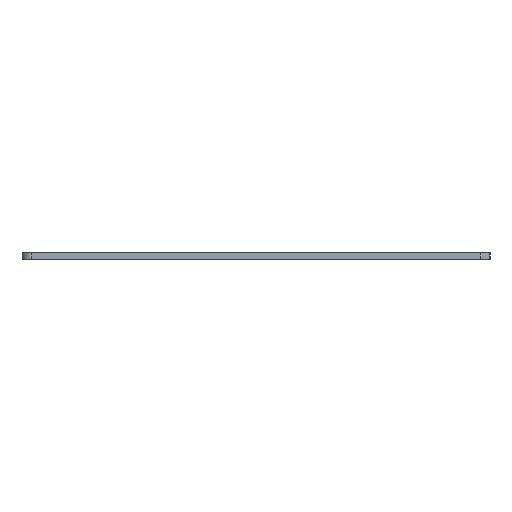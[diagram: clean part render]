
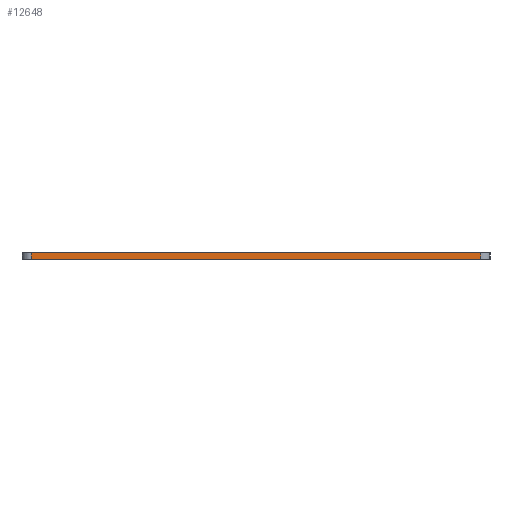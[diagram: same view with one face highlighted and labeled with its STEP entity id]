
A CAD part, left-side view. The second image highlights one B-rep face of the part: STEP entity #12648.
In plain terms, the highlighted planar face has unit normal (-1, 0, 0).
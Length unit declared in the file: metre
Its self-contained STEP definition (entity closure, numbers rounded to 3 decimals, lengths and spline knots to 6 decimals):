
#251=PLANE('',#13891);
#1413=LINE('',#21162,#2653);
#1414=LINE('',#21164,#2654);
#1415=LINE('',#21166,#2655);
#1416=LINE('',#21168,#2656);
#2653=VECTOR('',#17359,1.);
#2654=VECTOR('',#17362,1.);
#2655=VECTOR('',#17363,1.);
#2656=VECTOR('',#17364,1.);
#4962=ORIENTED_EDGE('',*,*,#8212,.F.);
#4963=ORIENTED_EDGE('',*,*,#8211,.F.);
#4964=ORIENTED_EDGE('',*,*,#8213,.T.);
#4965=ORIENTED_EDGE('',*,*,#8214,.T.);
#8211=EDGE_CURVE('',#9605,#9604,#1413,.T.);
#8212=EDGE_CURVE('',#9604,#9606,#1414,.T.);
#8213=EDGE_CURVE('',#9605,#9607,#1415,.T.);
#8214=EDGE_CURVE('',#9607,#9606,#1416,.T.);
#9604=VERTEX_POINT('',#21159);
#9605=VERTEX_POINT('',#21161);
#9606=VERTEX_POINT('',#21165);
#9607=VERTEX_POINT('',#21167);
#10772=EDGE_LOOP('',(#4962,#4963,#4964,#4965));
#11556=FACE_BOUND('',#10772,.T.);
#12648=ADVANCED_FACE('',(#11556),#251,.T.);
#13891=AXIS2_PLACEMENT_3D('',#21163,#17360,#17361);
#17359=DIRECTION('',(0.,0.,1.));
#17360=DIRECTION('',(-1.,0.,0.));
#17361=DIRECTION('',(0.,-1.,0.));
#17362=DIRECTION('',(0.,-1.,0.));
#17363=DIRECTION('',(0.,-1.,0.));
#17364=DIRECTION('',(0.,0.,1.));
#21159=CARTESIAN_POINT('',(-0.004,0.002,0.00675));
#21161=CARTESIAN_POINT('',(-0.004,0.002,0.00525));
#21162=CARTESIAN_POINT('',(-0.004,0.002,0.00525));
#21163=CARTESIAN_POINT('',(-0.004,-0.04775,0.00525));
#21164=CARTESIAN_POINT('',(-0.004,-0.04775,0.00675));
#21165=CARTESIAN_POINT('',(-0.004,-0.0975,0.00675));
#21166=CARTESIAN_POINT('',(-0.004,-0.04775,0.00525));
#21167=CARTESIAN_POINT('',(-0.004,-0.0975,0.00525));
#21168=CARTESIAN_POINT('',(-0.004,-0.0975,0.00525));
